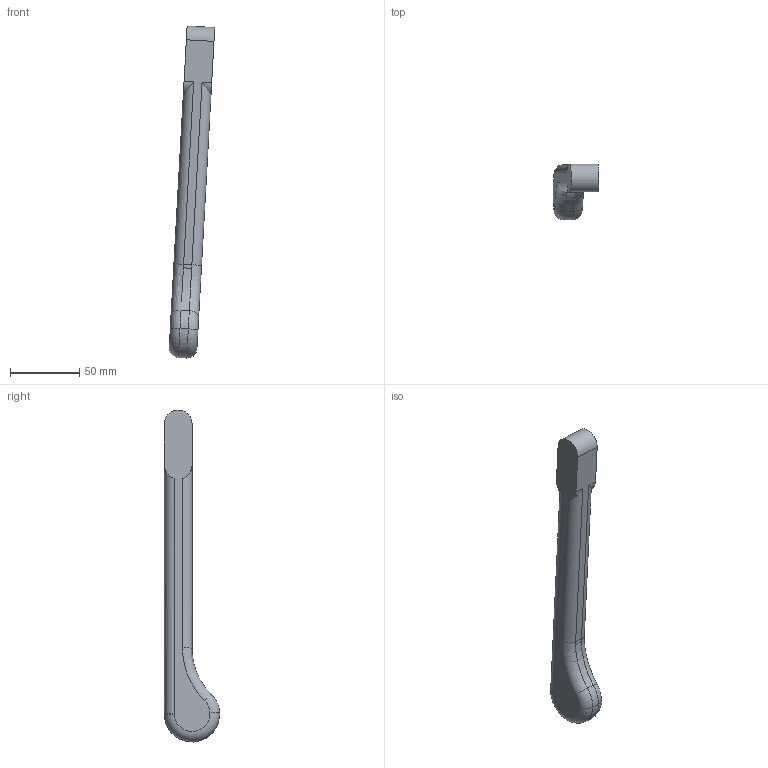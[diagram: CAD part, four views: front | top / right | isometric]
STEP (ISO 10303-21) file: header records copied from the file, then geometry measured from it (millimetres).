
FILE_DESCRIPTION (( 'STEP AP214' ), '1' );
FILE_NAME ('leg_2.stp', '2022-10-09T00:37:16', ( '' ), ( '' ), 'SwSTEP 2.0', 'SolidWorks 2021', '' );
FILE_SCHEMA (( 'AUTOMOTIVE_DESIGN' ));
Length unit declared in the file: millimetre
Products named in the file (1): leg_2
Bounding box: 32.9 x 39.97 x 240.04 mm (x, y, z)
Volume: 98976.8 mm3; surface area: 18638.3 mm2
Topology: 1 solids, 1 shells, 28 faces, 68 edges, 42 vertices
Faces by surface type: cylinder 16, torus 8, plane 4
Entity records: 948 total; most frequent: CARTESIAN_POINT 237, DIRECTION 156, ORIENTED_EDGE 136, EDGE_CURVE 68, AXIS2_PLACEMENT_3D 65, VERTEX_POINT 42, CIRCLE 36, FACE_OUTER_BOUND 28
